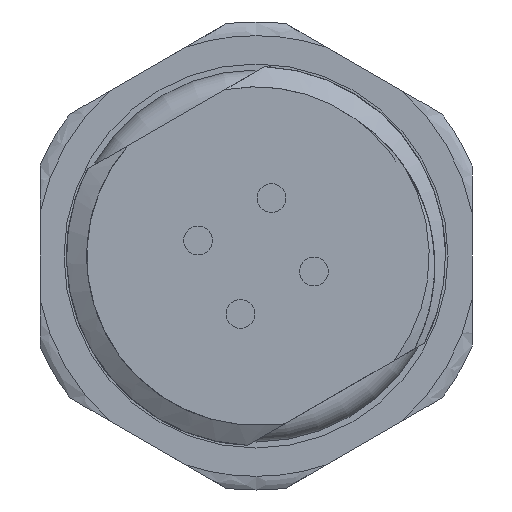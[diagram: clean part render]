
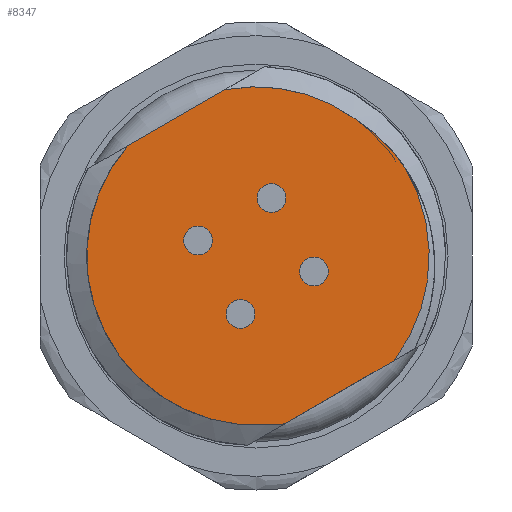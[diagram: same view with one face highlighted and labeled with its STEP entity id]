
A CAD part, front view. The second image highlights one B-rep face of the part: STEP entity #8347.
In plain terms, the highlighted planar face has unit normal (0, -1, 0).
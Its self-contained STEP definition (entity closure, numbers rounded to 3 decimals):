
#1816=DIRECTION('',(-0.866,0.,-0.5));
#1817=VECTOR('',#1816,4.682);
#1818=CARTESIAN_POINT('',(-1.298,-8.,6.93));
#1819=LINE('',#1818,#1817);
#1824=CARTESIAN_POINT('',(0.385,-8.,
-7.04));
#1846=CARTESIAN_POINT('',(0.,-8.,0.));
#1847=DIRECTION('',(0.,1.,0.));
#1848=DIRECTION('',(-0.184,0.,0.983));
#1849=AXIS2_PLACEMENT_3D('',#1846,#1847,#1848);
#1851=CARTESIAN_POINT('',(0.,-8.,0.));
#1852=DIRECTION('',(0.,1.,0.));
#1853=DIRECTION('',(0.858,0.,0.514));
#1854=AXIS2_PLACEMENT_3D('',#1851,#1852,#1853);
#1856=CARTESIAN_POINT('',(0.,-8.,0.));
#1857=DIRECTION('',(0.,1.,0.));
#1858=DIRECTION('',(0.055,0.,-0.999));
#1859=AXIS2_PLACEMENT_3D('',#1856,#1857,#1858);
#1861=CARTESIAN_POINT('',(0.647,-8.,2.415));
#1862=DIRECTION('',(0.,-1.,0.));
#1863=DIRECTION('',(0.5,0.,0.866));
#1864=AXIS2_PLACEMENT_3D('',#1861,#1862,#1863);
#1866=CARTESIAN_POINT('',(0.647,-8.,2.415));
#1867=DIRECTION('',(0.,-1.,0.));
#1868=DIRECTION('',(-0.5,0.,-0.866));
#1869=AXIS2_PLACEMENT_3D('',#1866,#1867,#1868);
#1871=CARTESIAN_POINT('',(-0.647,-8.,-2.415));
#1872=DIRECTION('',(0.,-1.,0.));
#1873=DIRECTION('',(0.5,0.,0.866));
#1874=AXIS2_PLACEMENT_3D('',#1871,#1872,#1873);
#1876=CARTESIAN_POINT('',(-0.647,-8.,-2.415));
#1877=DIRECTION('',(0.,-1.,0.));
#1878=DIRECTION('',(-0.5,0.,-0.866));
#1879=AXIS2_PLACEMENT_3D('',#1876,#1877,#1878);
#1881=CARTESIAN_POINT('',(-2.415,-8.,0.647));
#1882=DIRECTION('',(0.,-1.,0.));
#1883=DIRECTION('',(0.5,0.,0.866));
#1884=AXIS2_PLACEMENT_3D('',#1881,#1882,#1883);
#1886=CARTESIAN_POINT('',(-2.415,-8.,0.647));
#1887=DIRECTION('',(0.,-1.,0.));
#1888=DIRECTION('',(-0.5,0.,-0.866));
#1889=AXIS2_PLACEMENT_3D('',#1886,#1887,#1888);
#1891=CARTESIAN_POINT('',(2.415,-8.,-0.647));
#1892=DIRECTION('',(0.,-1.,0.));
#1893=DIRECTION('',(0.5,0.,0.866));
#1894=AXIS2_PLACEMENT_3D('',#1891,#1892,#1893);
#1896=CARTESIAN_POINT('',(2.415,-8.,-0.647));
#1897=DIRECTION('',(0.,-1.,0.));
#1898=DIRECTION('',(-0.5,0.,-0.866));
#1899=AXIS2_PLACEMENT_3D('',#1896,#1897,#1898);
#2209=DIRECTION('',(0.866,0.,0.5));
#2210=VECTOR('',#2209,5.284);
#2211=CARTESIAN_POINT('',(1.18,-8.,
-6.998));
#2212=LINE('',#2211,#2210);
#2218=CARTESIAN_POINT('',(5.755,-8.,-4.356));
#2235=CARTESIAN_POINT('',(6.193,-8.,3.707));
#2236=CARTESIAN_POINT('',(6.122,-8.,3.812));
#2237=CARTESIAN_POINT('',(5.551,-8.,4.606));
#2238=CARTESIAN_POINT('',(4.829,-8.,5.269));
#2239=CARTESIAN_POINT('',(4.127,-8.,5.716));
#2892=CARTESIAN_POINT('',(0.385,-8.,
-7.04));
#2893=CARTESIAN_POINT('',(0.473,-8.,
-7.04));
#2894=CARTESIAN_POINT('',(0.649,-8.,
-7.037));
#2895=CARTESIAN_POINT('',(0.915,-8.,
-7.023));
#2896=CARTESIAN_POINT('',(1.091,-8.,
-7.007));
#2897=CARTESIAN_POINT('',(1.18,-8.,
-6.998));
#2899=CARTESIAN_POINT('',(1.18,-8.,
-6.998));
#6702=CARTESIAN_POINT('',(-5.352,-8.,4.589));
#6704=VERTEX_POINT('',#6702);
#6748=CARTESIAN_POINT('',(-1.298,-8.,6.93));
#6749=VERTEX_POINT('',#6748);
#6776=CARTESIAN_POINT('',(4.127,-8.,5.716));
#6777=VERTEX_POINT('',#6776);
#6793=VERTEX_POINT('',#1824);
#6796=VERTEX_POINT('',#2218);
#6820=VERTEX_POINT('',#2899);
#6821=CARTESIAN_POINT('',(6.193,-8.,3.707));
#6822=VERTEX_POINT('',#6821);
#6823=CARTESIAN_POINT('',(0.947,-8.,2.934));
#6824=CARTESIAN_POINT('',(0.347,-8.,1.895));
#6825=VERTEX_POINT('',#6823);
#6826=VERTEX_POINT('',#6824);
#6827=CARTESIAN_POINT('',(-0.347,-8.,-1.895));
#6828=CARTESIAN_POINT('',(-0.947,-8.,-2.934));
#6829=VERTEX_POINT('',#6827);
#6830=VERTEX_POINT('',#6828);
#6831=CARTESIAN_POINT('',(-2.115,-8.,1.167));
#6832=CARTESIAN_POINT('',(-2.715,-8.,0.127));
#6833=VERTEX_POINT('',#6831);
#6834=VERTEX_POINT('',#6832);
#6835=CARTESIAN_POINT('',(2.715,-8.,-0.127));
#6836=CARTESIAN_POINT('',(2.115,-8.,-1.167));
#6837=VERTEX_POINT('',#6835);
#6838=VERTEX_POINT('',#6836);
#8304=CARTESIAN_POINT('',(0.,-8.,0.));
#8305=DIRECTION('',(0.,-1.,0.));
#8306=DIRECTION('',(0.866,0.,0.5));
#8307=AXIS2_PLACEMENT_3D('',#8304,#8305,#8306);
#8308=PLANE('',#8307);
#8309=ORIENTED_EDGE('',*,*,#8284,.F.);
#8311=ORIENTED_EDGE('',*,*,#8310,.T.);
#8313=ORIENTED_EDGE('',*,*,#8312,.F.);
#8315=ORIENTED_EDGE('',*,*,#8314,.T.);
#8317=ORIENTED_EDGE('',*,*,#8316,.F.);
#8319=ORIENTED_EDGE('',*,*,#8318,.F.);
#8320=ORIENTED_EDGE('',*,*,#8295,.T.);
#8321=EDGE_LOOP('',(#8309,#8311,#8313,#8315,#8317,#8319,#8320));
#8322=FACE_OUTER_BOUND('',#8321,.F.);
#8324=ORIENTED_EDGE('',*,*,#8323,.T.);
#8326=ORIENTED_EDGE('',*,*,#8325,.T.);
#8327=EDGE_LOOP('',(#8324,#8326));
#8328=FACE_BOUND('',#8327,.F.);
#8330=ORIENTED_EDGE('',*,*,#8329,.T.);
#8332=ORIENTED_EDGE('',*,*,#8331,.T.);
#8333=EDGE_LOOP('',(#8330,#8332));
#8334=FACE_BOUND('',#8333,.F.);
#8336=ORIENTED_EDGE('',*,*,#8335,.T.);
#8338=ORIENTED_EDGE('',*,*,#8337,.T.);
#8339=EDGE_LOOP('',(#8336,#8338));
#8340=FACE_BOUND('',#8339,.F.);
#8342=ORIENTED_EDGE('',*,*,#8341,.T.);
#8344=ORIENTED_EDGE('',*,*,#8343,.T.);
#8345=EDGE_LOOP('',(#8342,#8344));
#8346=FACE_BOUND('',#8345,.F.);
#8347=ADVANCED_FACE('',(#8322,#8328,#8334,#8340,#8346),#8308,.T.);
#1850=CIRCLE('',#1849,7.05);
#1855=CIRCLE('',#1854,7.218);
#1860=CIRCLE('',#1859,7.05);
#1865=CIRCLE('',#1864,0.6);
#1870=CIRCLE('',#1869,0.6);
#1875=CIRCLE('',#1874,0.6);
#1880=CIRCLE('',#1879,0.6);
#1885=CIRCLE('',#1884,0.6);
#1890=CIRCLE('',#1889,0.6);
#1895=CIRCLE('',#1894,0.6);
#1900=CIRCLE('',#1899,0.6);
#2240=B_SPLINE_CURVE_WITH_KNOTS('',3,(#2235,#2236,#2237,#2238,#2239),
.UNSPECIFIED.,.F.,.F.,(4,1,4),(0.,0.129,1.),.UNSPECIFIED.);
#2898=B_SPLINE_CURVE_WITH_KNOTS('',3,(#2892,#2893,#2894,#2895,#2896,#2897),
.UNSPECIFIED.,.F.,.F.,(4,1,1,4),(0.,0.333,0.667,1.),
.UNSPECIFIED.);
#8284=EDGE_CURVE('',#6749,#6704,#1819,.T.);
#8295=EDGE_CURVE('',#6793,#6704,#1860,.T.);
#8310=EDGE_CURVE('',#6749,#6777,#1850,.T.);
#8312=EDGE_CURVE('',#6822,#6777,#2240,.T.);
#8314=EDGE_CURVE('',#6822,#6796,#1855,.T.);
#8316=EDGE_CURVE('',#6820,#6796,#2212,.T.);
#8318=EDGE_CURVE('',#6793,#6820,#2898,.T.);
#8323=EDGE_CURVE('',#6825,#6826,#1865,.T.);
#8325=EDGE_CURVE('',#6826,#6825,#1870,.T.);
#8329=EDGE_CURVE('',#6829,#6830,#1875,.T.);
#8331=EDGE_CURVE('',#6830,#6829,#1880,.T.);
#8335=EDGE_CURVE('',#6833,#6834,#1885,.T.);
#8337=EDGE_CURVE('',#6834,#6833,#1890,.T.);
#8341=EDGE_CURVE('',#6837,#6838,#1895,.T.);
#8343=EDGE_CURVE('',#6838,#6837,#1900,.T.);
